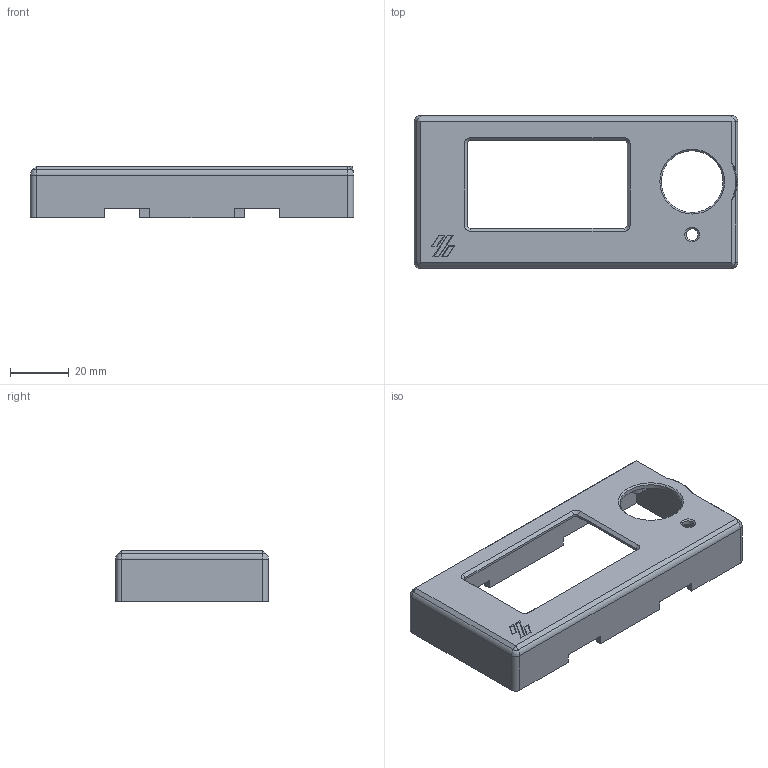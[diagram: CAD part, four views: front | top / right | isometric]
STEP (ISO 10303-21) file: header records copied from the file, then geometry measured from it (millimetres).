
FILE_DESCRIPTION(/* description */ (''),/* implementation_level */ '2;1');
FILE_NAME(/* name */ 'Top cover.step',/* time_stamp */ '2019-10-11T09:25:52+02:00',/* author */ (''),/* organization */ (''),/* preprocessor_version */ 'ST-DEVELOPER v18',/* originating_system */ 'Autodesk Translation Framework v8.6.0.1094',/* authorisation */ '');
FILE_SCHEMA (('AUTOMOTIVE_DESIGN { 1 0 10303 214 3 1 1 }'));
Length unit declared in the file: millimetre
Products named in the file (1): Top cover
Bounding box: 109.99 x 52 x 17.6 mm (x, y, z)
Volume: 16717.8 mm3; surface area: 17616.5 mm2
Topology: 1 solids, 1 shells, 114 faces, 296 edges, 187 vertices
Faces by surface type: plane 76, cylinder 22, cone 10, bspline 6
Full cylindrical faces by diameter (mm): 3.2 x4, 4 x1, 21 x1
Entity records: 3541 total; most frequent: CARTESIAN_POINT 705, ORIENTED_EDGE 584, DIRECTION 565, EDGE_CURVE 292, LINE 223, VECTOR 223, VERTEX_POINT 187, AXIS2_PLACEMENT_3D 171
